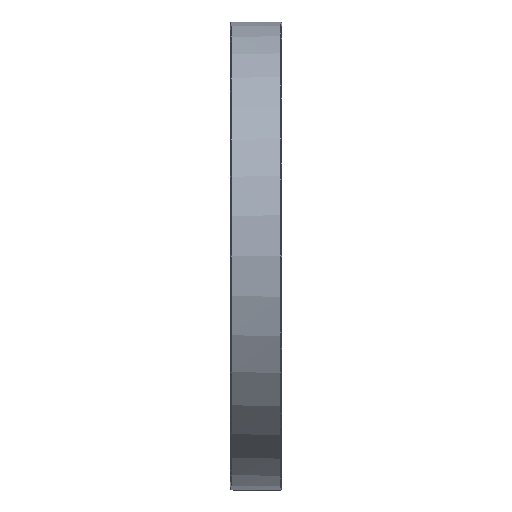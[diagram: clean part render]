
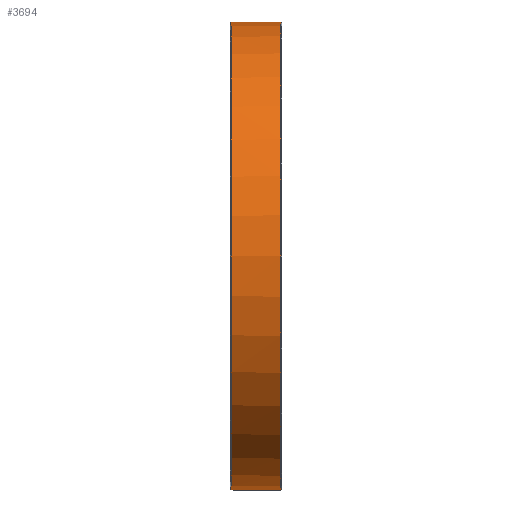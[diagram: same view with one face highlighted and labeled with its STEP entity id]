
A CAD part, left-side view. The second image highlights one B-rep face of the part: STEP entity #3694.
In plain terms, the highlighted cylindrical face has radius 101.2 mm (diameter 202.4 mm), a partial arc.
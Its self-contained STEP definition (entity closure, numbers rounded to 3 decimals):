
#10 = DIRECTION ( 'NONE',  ( 0., 1., 0. ) ) ;
#79 = CARTESIAN_POINT ( 'NONE',  ( 0., 0.4, 101.2 ) ) ;
#105 = LINE ( 'NONE', #2316, #4068 ) ;
#234 = CARTESIAN_POINT ( 'NONE',  ( 0., 21., 101.2 ) ) ;
#399 = DIRECTION ( 'NONE',  ( 0., 1., 0. ) ) ;
#462 = VECTOR ( 'NONE', #2479, 1000. ) ;
#576 = VERTEX_POINT ( 'NONE', #234 ) ;
#694 = VERTEX_POINT ( 'NONE', #4166 ) ;
#904 = CARTESIAN_POINT ( 'NONE',  ( -1.5, -15.022, 101.189 ) ) ;
#1064 = VERTEX_POINT ( 'NONE', #79 ) ;
#1165 = DIRECTION ( 'NONE',  ( 0., 0., -1. ) ) ;
#1235 = CARTESIAN_POINT ( 'NONE',  ( -1.5, 21., -101.189 ) ) ;
#1362 = LINE ( 'NONE', #6274, #462 ) ;
#1386 = LINE ( 'NONE', #904, #4135 ) ;
#1487 = EDGE_CURVE ( 'NONE', #576, #1064, #1362, .T. ) ;
#1898 = CARTESIAN_POINT ( 'NONE',  ( -1.5, 21.9, 101.189 ) ) ;
#1967 = DIRECTION ( 'NONE',  ( 0., 1., 0. ) ) ;
#2028 = VERTEX_POINT ( 'NONE', #1898 ) ;
#2153 = DIRECTION ( 'NONE',  ( 0., 0., 1. ) ) ;
#2225 = AXIS2_PLACEMENT_3D ( 'NONE', #3604, #2408, #6305 ) ;
#2229 = CARTESIAN_POINT ( 'NONE',  ( 0., -15.022, 0. ) ) ;
#2316 = CARTESIAN_POINT ( 'NONE',  ( -1.5, -15.022, -101.189 ) ) ;
#2350 = ORIENTED_EDGE ( 'NONE', *, *, #1487, .F. ) ;
#2408 = DIRECTION ( 'NONE',  ( 0., -1., 0. ) ) ;
#2419 = CARTESIAN_POINT ( 'NONE',  ( 0., 0.4, -101.2 ) ) ;
#2479 = DIRECTION ( 'NONE',  ( 0., -1., 0. ) ) ;
#2763 = CYLINDRICAL_SURFACE ( 'NONE', #3354, 101.2 ) ;
#3132 = EDGE_LOOP ( 'NONE', ( #2350, #5745, #5978, #4011, #3731, #5255, #4136, #5641 ) ) ;
#3152 = VERTEX_POINT ( 'NONE', #5365 ) ;
#3174 = DIRECTION ( 'NONE',  ( 0., -1., 0. ) ) ;
#3354 = AXIS2_PLACEMENT_3D ( 'NONE', #2229, #5547, #1165 ) ;
#3604 = CARTESIAN_POINT ( 'NONE',  ( 0., 21.9, 0. ) ) ;
#3620 = EDGE_CURVE ( 'NONE', #694, #576, #3802, .T. ) ;
#3662 = DIRECTION ( 'NONE',  ( 0., 1., 0. ) ) ;
#3694 = ADVANCED_FACE ( 'NONE', ( #5475 ), #2763, .T. ) ;
#3731 = ORIENTED_EDGE ( 'NONE', *, *, #6153, .T. ) ;
#3745 = CARTESIAN_POINT ( 'NONE',  ( 0., 0.4, 0. ) ) ;
#3769 = CARTESIAN_POINT ( 'NONE',  ( 0., 21., 0. ) ) ;
#3802 = CIRCLE ( 'NONE', #6698, 101.2 ) ;
#3960 = CIRCLE ( 'NONE', #4872, 101.2 ) ;
#3969 = LINE ( 'NONE', #4837, #6614 ) ;
#4011 = ORIENTED_EDGE ( 'NONE', *, *, #7045, .T. ) ;
#4068 = VECTOR ( 'NONE', #4478, 1000. ) ;
#4135 = VECTOR ( 'NONE', #399, 1000. ) ;
#4136 = ORIENTED_EDGE ( 'NONE', *, *, #4983, .T. ) ;
#4166 = CARTESIAN_POINT ( 'NONE',  ( -1.5, 21., 101.189 ) ) ;
#4292 = CIRCLE ( 'NONE', #2225, 101.2 ) ;
#4375 = VERTEX_POINT ( 'NONE', #1235 ) ;
#4478 = DIRECTION ( 'NONE',  ( 0., -1., 0. ) ) ;
#4752 = DIRECTION ( 'NONE',  ( 0., 0., 1. ) ) ;
#4837 = CARTESIAN_POINT ( 'NONE',  ( 0., -15.022, -101.2 ) ) ;
#4872 = AXIS2_PLACEMENT_3D ( 'NONE', #3745, #1967, #4752 ) ;
#4983 = EDGE_CURVE ( 'NONE', #3152, #6708, #3969, .T. ) ;
#4988 = AXIS2_PLACEMENT_3D ( 'NONE', #3769, #3662, #6522 ) ;
#4995 = CARTESIAN_POINT ( 'NONE',  ( 0., 21., 0. ) ) ;
#5197 = EDGE_CURVE ( 'NONE', #3152, #4375, #6947, .T. ) ;
#5255 = ORIENTED_EDGE ( 'NONE', *, *, #5197, .F. ) ;
#5365 = CARTESIAN_POINT ( 'NONE',  ( 0., 21., -101.2 ) ) ;
#5457 = CARTESIAN_POINT ( 'NONE',  ( -1.5, 21.9, -101.189 ) ) ;
#5475 = FACE_OUTER_BOUND ( 'NONE', #3132, .T. ) ;
#5547 = DIRECTION ( 'NONE',  ( 0., -1., 0. ) ) ;
#5641 = ORIENTED_EDGE ( 'NONE', *, *, #7124, .T. ) ;
#5745 = ORIENTED_EDGE ( 'NONE', *, *, #3620, .F. ) ;
#5939 = VERTEX_POINT ( 'NONE', #5457 ) ;
#5978 = ORIENTED_EDGE ( 'NONE', *, *, #6452, .T. ) ;
#6153 = EDGE_CURVE ( 'NONE', #5939, #4375, #105, .T. ) ;
#6274 = CARTESIAN_POINT ( 'NONE',  ( 0., -15.022, 101.2 ) ) ;
#6305 = DIRECTION ( 'NONE',  ( 0., 0., -1. ) ) ;
#6452 = EDGE_CURVE ( 'NONE', #694, #2028, #1386, .T. ) ;
#6522 = DIRECTION ( 'NONE',  ( 0., 0., 1. ) ) ;
#6614 = VECTOR ( 'NONE', #3174, 1000. ) ;
#6698 = AXIS2_PLACEMENT_3D ( 'NONE', #4995, #10, #2153 ) ;
#6708 = VERTEX_POINT ( 'NONE', #2419 ) ;
#6947 = CIRCLE ( 'NONE', #4988, 101.2 ) ;
#7045 = EDGE_CURVE ( 'NONE', #2028, #5939, #4292, .T. ) ;
#7124 = EDGE_CURVE ( 'NONE', #6708, #1064, #3960, .T. ) ;
